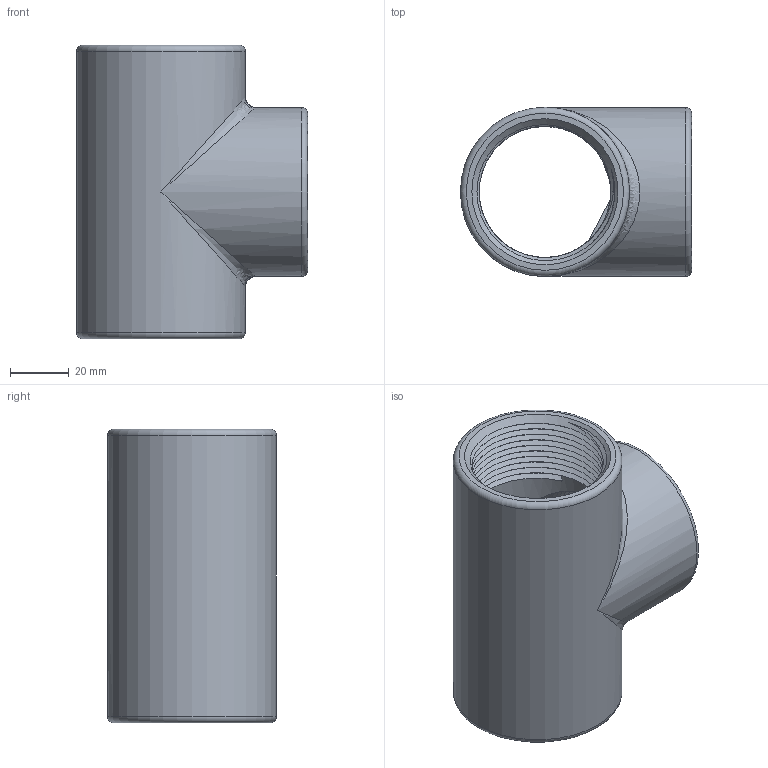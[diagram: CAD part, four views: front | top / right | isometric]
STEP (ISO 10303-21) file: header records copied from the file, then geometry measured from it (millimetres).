
FILE_DESCRIPTION(/* description */ ('Unknown'),/* implementation_level */ '2;1');
FILE_NAME(/* name */ '20200814-R-221-DN40',/* time_stamp */ '2020-08-14T17:10:50+08:00',/* author */ ('Unknown'),/* organization */ ('Unknown'),/* preprocessor_version */ 'ST-DEVELOPER v16.7',/* originating_system */ 'DEX',/* authorisation */ $);
FILE_SCHEMA (('AUTOMOTIVE_DESIGN {1 0 10303 214 3 1 1}'));
Length unit declared in the file: millimetre
Products named in the file (1): DN40md4
Bounding box: 78.8 x 57.6 x 100 mm (x, y, z)
Surface area: 45774.1 mm2 (no closed solid volume)
Topology: 0 solids, 1 shells, 51 faces, 214 edges, 161 vertices
Faces by surface type: cylinder 28, bspline 8, plane 7, cone 5, torus 3
Full cylindrical faces by diameter (mm): 5 x1, 44.8 x24, 57.6 x2
Entity records: 14970 total; most frequent: CARTESIAN_POINT 13954, ORIENTED_EDGE 342, EDGE_CURVE 171, VERTEX_POINT 159, DIRECTION 77, EDGE_LOOP 42, FACE_BOUND 42, AXIS2_PLACEMENT_3D 34
